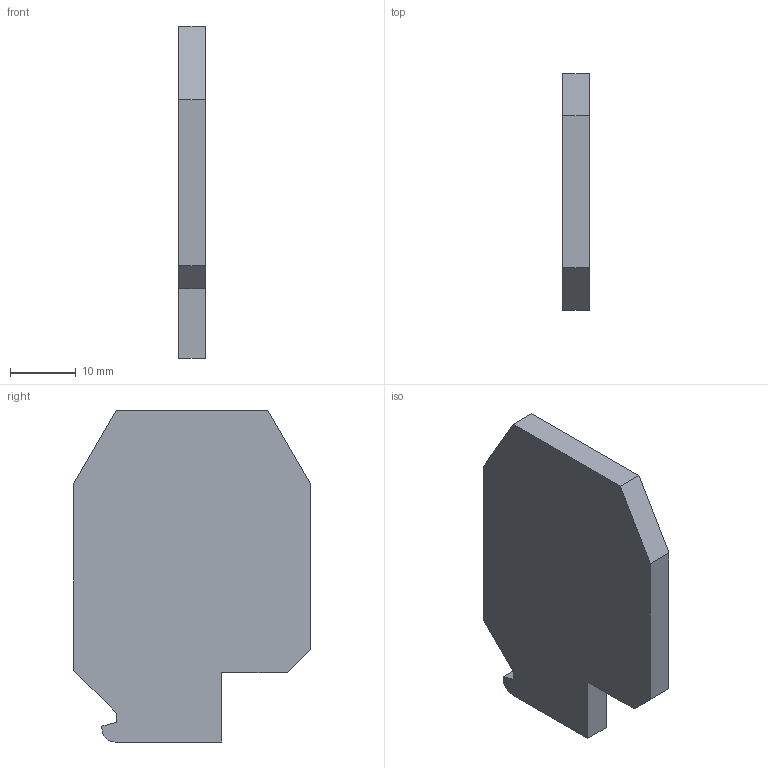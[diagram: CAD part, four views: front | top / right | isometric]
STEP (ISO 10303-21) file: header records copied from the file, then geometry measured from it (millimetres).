
FILE_DESCRIPTION(('Creo Elements/Direct Modeling STEP Export'),'2;1');
FILE_NAME('model.stp','2020-08-27T10:57:58',(''),(''),'Creo Elements/Direct Modeling STEP processor for AP214 (Solid Model)','Creo Elements/Direct Modeling 20.1A 29-Sep-2018 (C) Parametric Technology GmbH','');
FILE_SCHEMA(('AUTOMOTIVE_DESIGN { 1 0 10303 214 1 1 1 1 }'));
Length unit declared in the file: millimetre
Products named in the file (2): D-SSK_116_KER-select
Assembly tree (1 placements, depth 2):
  D-SSK_116_KER-select
    D-SSK_116_KER-select
Bounding box: 4 x 36 x 50.5 mm (x, y, z)
Volume: 6212.3 mm3; surface area: 3749 mm2
Topology: 1 solids, 1 shells, 16 faces, 42 edges, 28 vertices
Faces by surface type: plane 15, cylinder 1
Entity records: 661 total; most frequent: CARTESIAN_POINT 88, ORIENTED_EDGE 84, DIRECTION 80, EDGE_CURVE 42, VECTOR 40, LINE 40, VERTEX_POINT 28, AXIS2_PLACEMENT_3D 20
